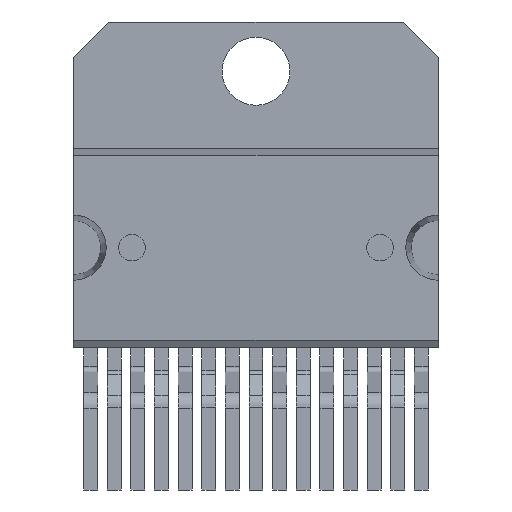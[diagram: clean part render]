
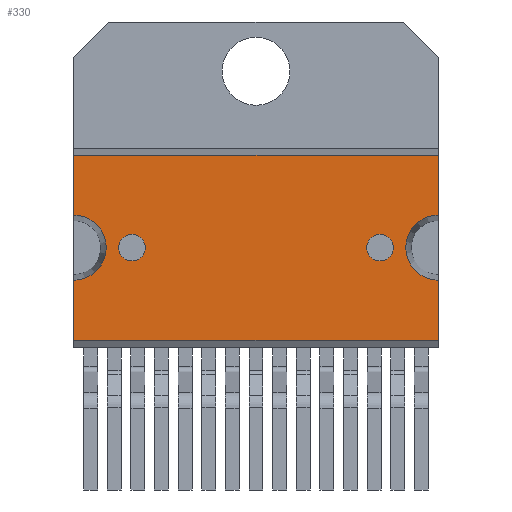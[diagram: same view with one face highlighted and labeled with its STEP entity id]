
A CAD part, front view. The second image highlights one B-rep face of the part: STEP entity #330.
In plain terms, the highlighted planar face has unit normal (0, -1, 0).
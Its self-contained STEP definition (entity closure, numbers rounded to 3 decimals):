
#72=CARTESIAN_POINT('',(-5.95,2.09,8.625));
#73=VERTEX_POINT('',#72);
#89=CARTESIAN_POINT('',(-7.386,2.09,8.625));
#90=VERTEX_POINT('',#89);
#97=CARTESIAN_POINT('',(-6.668,2.09,8.625));
#98=DIRECTION('',(0.0,1.0,0.0));
#99=DIRECTION('',(1.0,0.0,0.0));
#100=AXIS2_PLACEMENT_3D('',#97,#98,#99);
#101=CIRCLE('',#100,0.718);
#102=EDGE_CURVE('',#73,#90,#101,.T.);
#114=CARTESIAN_POINT('',(7.386,2.09,8.625));
#115=VERTEX_POINT('',#114);
#131=CARTESIAN_POINT('',(5.95,2.09,8.625));
#132=VERTEX_POINT('',#131);
#139=CARTESIAN_POINT('',(6.668,2.09,8.625));
#140=DIRECTION('',(0.0,1.0,0.0));
#141=DIRECTION('',(1.0,0.0,0.0));
#142=AXIS2_PLACEMENT_3D('',#139,#140,#141);
#143=CIRCLE('',#142,0.718);
#144=EDGE_CURVE('',#115,#132,#143,.T.);
#155=CARTESIAN_POINT('',(6.668,2.09,8.625));
#156=DIRECTION('',(0.0,1.0,0.0));
#157=DIRECTION('',(1.0,0.0,0.0));
#158=AXIS2_PLACEMENT_3D('',#155,#156,#157);
#159=CIRCLE('',#158,0.718);
#160=EDGE_CURVE('',#132,#115,#159,.T.);
#189=CARTESIAN_POINT('',(-6.668,2.09,8.625));
#190=DIRECTION('',(0.0,1.0,0.0));
#191=DIRECTION('',(1.0,0.0,0.0));
#192=AXIS2_PLACEMENT_3D('',#189,#190,#191);
#193=CIRCLE('',#192,0.718);
#194=EDGE_CURVE('',#90,#73,#193,.T.);
#224=CARTESIAN_POINT('',(9.8,2.09,10.378));
#225=VERTEX_POINT('',#224);
#232=CARTESIAN_POINT('',(9.8,2.09,6.872));
#233=VERTEX_POINT('',#232);
#234=CARTESIAN_POINT('',(9.8,2.09,8.625));
#235=DIRECTION('',(0.0,-1.0,0.0));
#236=DIRECTION('',(-1.0,0.0,0.0));
#237=AXIS2_PLACEMENT_3D('',#234,#235,#236);
#238=CIRCLE('',#237,1.753);
#239=EDGE_CURVE('',#225,#233,#238,.T.);
#259=CARTESIAN_POINT('',(0.,2.09,8.6));
#260=DIRECTION('',(0.0,1.0,0.0));
#261=DIRECTION('',(0.0,0.0,1.0));
#262=AXIS2_PLACEMENT_3D('',#259,#260,#261);
#263=PLANE('',#262);
#264=ORIENTED_EDGE('',*,*,#239,.F.);
#265=CARTESIAN_POINT('',(9.8,2.09,13.6));
#266=VERTEX_POINT('',#265);
#267=CARTESIAN_POINT('',(9.8,2.09,13.6));
#268=DIRECTION('',(0.0,0.0,-1.0));
#269=VECTOR('',#268,3.222);
#270=LINE('',#267,#269);
#271=EDGE_CURVE('',#266,#225,#270,.T.);
#272=ORIENTED_EDGE('',*,*,#271,.F.);
#273=CARTESIAN_POINT('',(-9.8,2.09,13.6));
#274=VERTEX_POINT('',#273);
#275=CARTESIAN_POINT('',(-9.8,2.09,13.6));
#276=DIRECTION('',(1.0,0.0,0.0));
#277=VECTOR('',#276,19.6);
#278=LINE('',#275,#277);
#279=EDGE_CURVE('',#274,#266,#278,.T.);
#280=ORIENTED_EDGE('',*,*,#279,.F.);
#281=CARTESIAN_POINT('',(-9.8,2.09,10.378));
#282=VERTEX_POINT('',#281);
#283=CARTESIAN_POINT('',(-9.8,2.09,10.378));
#284=DIRECTION('',(0.0,0.0,1.0));
#285=VECTOR('',#284,3.222);
#286=LINE('',#283,#285);
#287=EDGE_CURVE('',#282,#274,#286,.T.);
#288=ORIENTED_EDGE('',*,*,#287,.F.);
#289=CARTESIAN_POINT('',(-9.8,2.09,6.872));
#290=VERTEX_POINT('',#289);
#291=CARTESIAN_POINT('',(-9.8,2.09,8.625));
#292=DIRECTION('',(0.0,-1.0,0.0));
#293=DIRECTION('',(1.0,0.0,0.0));
#294=AXIS2_PLACEMENT_3D('',#291,#292,#293);
#295=CIRCLE('',#294,1.753);
#296=EDGE_CURVE('',#290,#282,#295,.T.);
#297=ORIENTED_EDGE('',*,*,#296,.F.);
#298=CARTESIAN_POINT('',(-9.8,2.09,3.65));
#299=VERTEX_POINT('',#298);
#300=CARTESIAN_POINT('',(-9.8,2.09,3.65));
#301=DIRECTION('',(0.0,0.0,1.0));
#302=VECTOR('',#301,3.222);
#303=LINE('',#300,#302);
#304=EDGE_CURVE('',#299,#290,#303,.T.);
#305=ORIENTED_EDGE('',*,*,#304,.F.);
#306=CARTESIAN_POINT('',(9.8,2.09,3.65));
#307=VERTEX_POINT('',#306);
#308=CARTESIAN_POINT('',(9.8,2.09,3.65));
#309=DIRECTION('',(-1.0,0.0,0.0));
#310=VECTOR('',#309,19.6);
#311=LINE('',#308,#310);
#312=EDGE_CURVE('',#307,#299,#311,.T.);
#313=ORIENTED_EDGE('',*,*,#312,.F.);
#314=CARTESIAN_POINT('',(9.8,2.09,6.872));
#315=DIRECTION('',(0.0,0.0,-1.0));
#316=VECTOR('',#315,3.222);
#317=LINE('',#314,#316);
#318=EDGE_CURVE('',#233,#307,#317,.T.);
#319=ORIENTED_EDGE('',*,*,#318,.F.);
#320=EDGE_LOOP('',(#264,#272,#280,#288,#297,#305,#313,#319));
#321=FACE_OUTER_BOUND('',#320,.T.);
#322=ORIENTED_EDGE('',*,*,#144,.T.);
#323=ORIENTED_EDGE('',*,*,#160,.T.);
#324=EDGE_LOOP('',(#322,#323));
#325=FACE_BOUND('',#324,.T.);
#326=ORIENTED_EDGE('',*,*,#102,.T.);
#327=ORIENTED_EDGE('',*,*,#194,.T.);
#328=EDGE_LOOP('',(#326,#327));
#329=FACE_BOUND('',#328,.T.);
#330=ADVANCED_FACE('',(#321,#325,#329),#263,.F.);
